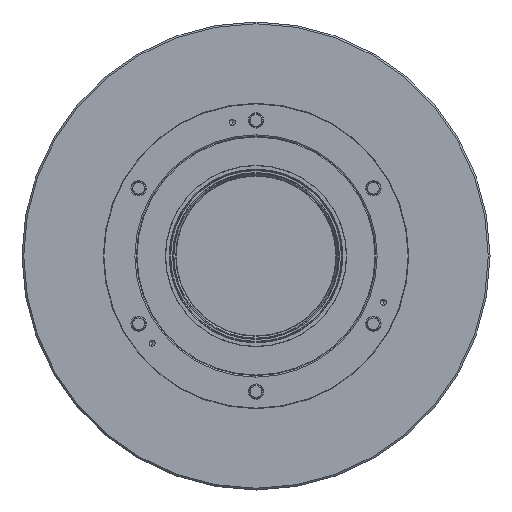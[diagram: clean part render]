
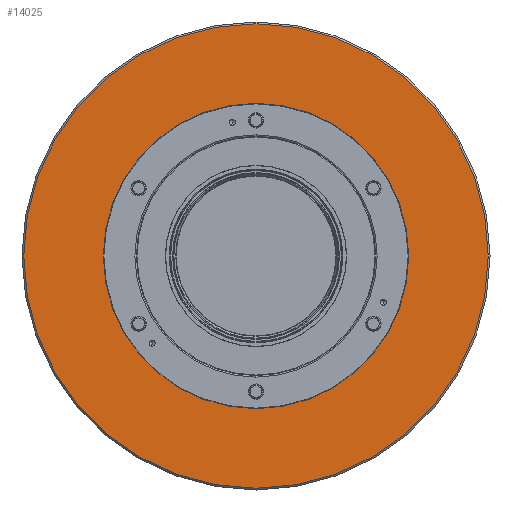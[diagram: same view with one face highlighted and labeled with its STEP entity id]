
A CAD part, left-side view. The second image highlights one B-rep face of the part: STEP entity #14025.
In plain terms, the highlighted planar face has unit normal (-1, 0, 0).
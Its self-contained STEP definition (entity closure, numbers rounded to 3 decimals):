
#242 = DIRECTION ( 'NONE',  ( 0., 0., 1. ) ) ;
#334 = FACE_BOUND ( 'NONE', #17353, .T. ) ;
#418 = EDGE_CURVE ( 'NONE', #15365, #21592, #7985, .T. ) ;
#2602 = EDGE_LOOP ( 'NONE', ( #13068, #10992 ) ) ;
#2771 = DIRECTION ( 'NONE',  ( -1., 0., 0. ) ) ;
#5311 = CIRCLE ( 'NONE', #29305, 397. ) ;
#5644 = EDGE_CURVE ( 'NONE', #10119, #27864, #5311, .T. ) ;
#6669 = ORIENTED_EDGE ( 'NONE', *, *, #24865, .T. ) ;
#7643 = DIRECTION ( 'NONE',  ( -1., 0., 0. ) ) ;
#7985 = CIRCLE ( 'NONE', #25867, 261. ) ;
#8618 = CARTESIAN_POINT ( 'NONE',  ( 0., 0., 397. ) ) ;
#9131 = DIRECTION ( 'NONE',  ( -1., 0., 0. ) ) ;
#9770 = CARTESIAN_POINT ( 'NONE',  ( 0., 0., 0. ) ) ;
#9824 = EDGE_CURVE ( 'NONE', #27864, #10119, #22490, .T. ) ;
#10119 = VERTEX_POINT ( 'NONE', #8618 ) ;
#10992 = ORIENTED_EDGE ( 'NONE', *, *, #5644, .T. ) ;
#12116 = DIRECTION ( 'NONE',  ( 0., 0., 1. ) ) ;
#13068 = ORIENTED_EDGE ( 'NONE', *, *, #9824, .T. ) ;
#14025 = ADVANCED_FACE ( 'NONE', ( #334, #25164 ), #19339, .T. ) ;
#14234 = DIRECTION ( 'NONE',  ( 1., 0., 0. ) ) ;
#14873 = AXIS2_PLACEMENT_3D ( 'NONE', #28221, #14234, #242 ) ;
#14911 = CIRCLE ( 'NONE', #14873, 261. ) ;
#15042 = CARTESIAN_POINT ( 'NONE',  ( 0., 0., 261. ) ) ;
#15365 = VERTEX_POINT ( 'NONE', #15042 ) ;
#16751 = CARTESIAN_POINT ( 'NONE',  ( 0., 0., 0. ) ) ;
#16859 = AXIS2_PLACEMENT_3D ( 'NONE', #16981, #7643, #24005 ) ;
#16981 = CARTESIAN_POINT ( 'NONE',  ( 0., 400., 0. ) ) ;
#17353 = EDGE_LOOP ( 'NONE', ( #29647, #6669 ) ) ;
#19105 = DIRECTION ( 'NONE',  ( 0., 0., 1. ) ) ;
#19339 = PLANE ( 'NONE',  #16859 ) ;
#21592 = VERTEX_POINT ( 'NONE', #28553 ) ;
#22461 = AXIS2_PLACEMENT_3D ( 'NONE', #16751, #2771, #19105 ) ;
#22490 = CIRCLE ( 'NONE', #22461, 397. ) ;
#23151 = CARTESIAN_POINT ( 'NONE',  ( 0., 0., 0. ) ) ;
#24005 = DIRECTION ( 'NONE',  ( 0., 0., 1. ) ) ;
#24865 = EDGE_CURVE ( 'NONE', #21592, #15365, #14911, .T. ) ;
#25164 = FACE_OUTER_BOUND ( 'NONE', #2602, .T. ) ;
#25482 = DIRECTION ( 'NONE',  ( 0., 0., 1. ) ) ;
#25867 = AXIS2_PLACEMENT_3D ( 'NONE', #9770, #26145, #12116 ) ;
#26145 = DIRECTION ( 'NONE',  ( 1., 0., 0. ) ) ;
#27811 = CARTESIAN_POINT ( 'NONE',  ( 0., 0., -397. ) ) ;
#27864 = VERTEX_POINT ( 'NONE', #27811 ) ;
#28221 = CARTESIAN_POINT ( 'NONE',  ( 0., 0., 0. ) ) ;
#28553 = CARTESIAN_POINT ( 'NONE',  ( 0., 0., -261. ) ) ;
#29305 = AXIS2_PLACEMENT_3D ( 'NONE', #23151, #9131, #25482 ) ;
#29647 = ORIENTED_EDGE ( 'NONE', *, *, #418, .T. ) ;
